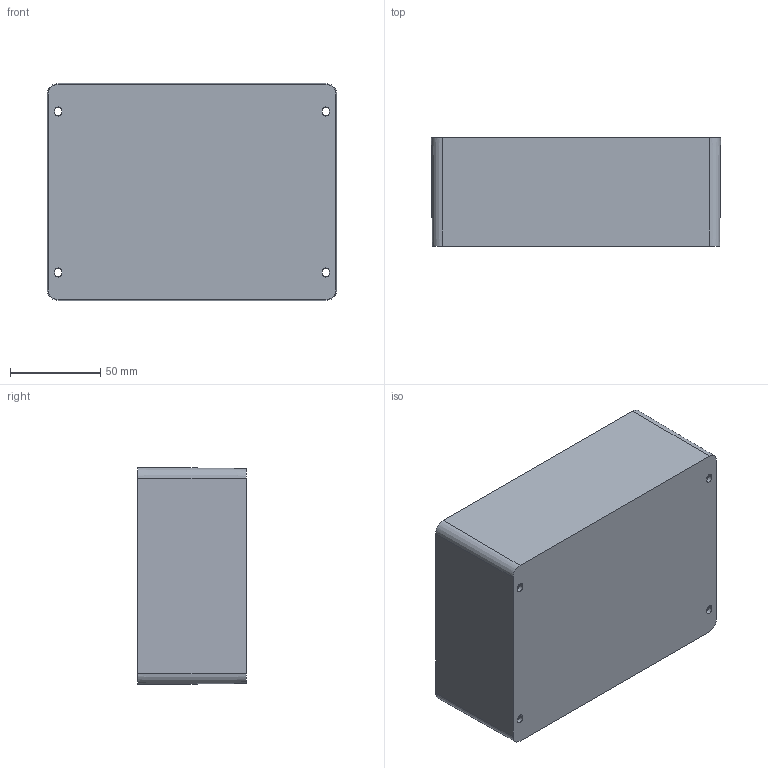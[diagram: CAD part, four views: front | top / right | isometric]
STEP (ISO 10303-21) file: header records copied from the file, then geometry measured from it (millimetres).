
FILE_DESCRIPTION (( 'STEP AP203' ), '1' );
FILE_NAME ('FIBOX_EU121606B.STEP', '2005-08-31T09:32:49', ( ' ' ), ( ' ' ), 'SwSTEP 2.0', 'SolidWorks 2005187', '' );
FILE_SCHEMA (( 'CONFIG_CONTROL_DESIGN' ));
Length unit declared in the file: millimetre
Products named in the file (1): FIBOX_EU121606B
Bounding box: 160 x 60 x 120 mm (x, y, z)
Volume: 194612.6 mm3; surface area: 108831.4 mm2
Topology: 1 solids, 1 shells, 226 faces, 549 edges, 366 vertices
Faces by surface type: plane 118, cylinder 92, cone 16
Entity records: 6782 total; most frequent: DIRECTION 1219, CARTESIAN_POINT 1142, ORIENTED_EDGE 1098, EDGE_CURVE 549, AXIS2_PLACEMENT_3D 443, VERTEX_POINT 366, VECTOR 333, LINE 333
